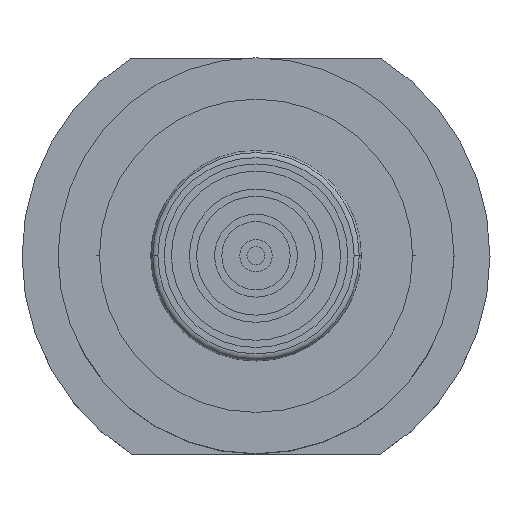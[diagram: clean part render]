
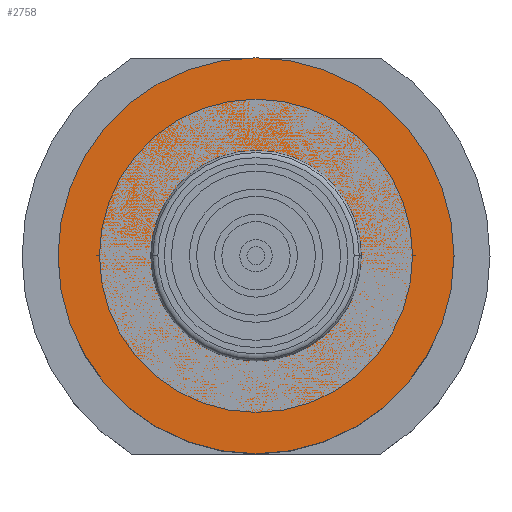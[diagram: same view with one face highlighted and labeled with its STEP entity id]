
A CAD part, top view. The second image highlights one B-rep face of the part: STEP entity #2758.
In plain terms, the highlighted planar face has unit normal (0, 0, 1).
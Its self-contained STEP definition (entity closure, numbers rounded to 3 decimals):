
#2563=CARTESIAN_POINT('',(0.,0.,-14.7));
#2564=DIRECTION('',(0.,0.,-1.));
#2565=DIRECTION('',(1.,0.,0.));
#2566=AXIS2_PLACEMENT_3D('',#2563,#2564,#2565);
#2568=CARTESIAN_POINT('',(0.,0.,-14.7));
#2569=DIRECTION('',(0.,0.,-1.));
#2570=DIRECTION('',(-1.,0.,0.));
#2571=AXIS2_PLACEMENT_3D('',#2568,#2569,#2570);
#2585=CARTESIAN_POINT('',(-5.5,0.,-14.7));
#2586=VERTEX_POINT('',#2585);
#2587=CARTESIAN_POINT('',(5.5,0.,-14.7));
#2588=VERTEX_POINT('',#2587);
#2749=CARTESIAN_POINT('',(0.,0.,-14.7));
#2750=DIRECTION('',(0.,0.,-1.));
#2751=DIRECTION('',(1.,0.,0.));
#2752=AXIS2_PLACEMENT_3D('',#2749,#2750,#2751);
#2753=PLANE('',#2752);
#2754=ORIENTED_EDGE('',*,*,#2728,.T.);
#2755=ORIENTED_EDGE('',*,*,#2744,.T.);
#2756=EDGE_LOOP('',(#2754,#2755));
#2757=FACE_OUTER_BOUND('',#2756,.F.);
#2567=CIRCLE('',#2566,5.5);
#2572=CIRCLE('',#2571,5.5);
#2728=EDGE_CURVE('',#2588,#2586,#2567,.T.);
#2744=EDGE_CURVE('',#2586,#2588,#2572,.T.);
#2758=ADVANCED_FACE('',(#2757),#2753,.F.);
